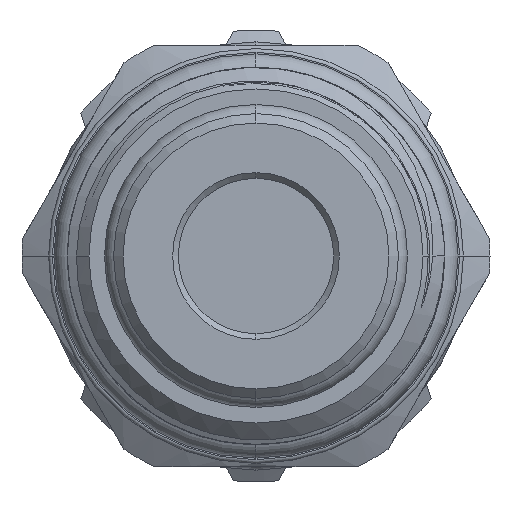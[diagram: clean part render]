
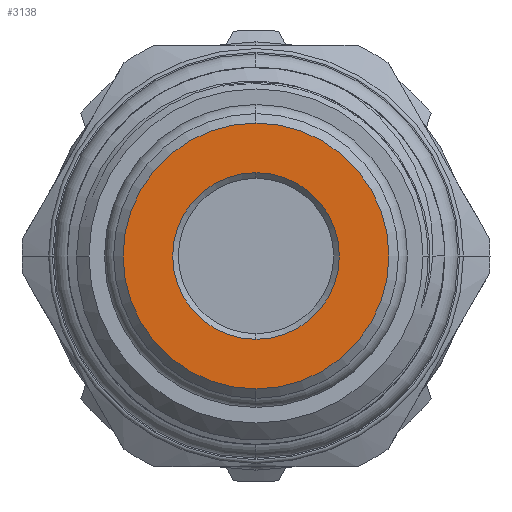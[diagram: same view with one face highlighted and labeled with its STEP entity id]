
A CAD part, left-side view. The second image highlights one B-rep face of the part: STEP entity #3138.
In plain terms, the highlighted planar face has unit normal (-1, 0, 0).
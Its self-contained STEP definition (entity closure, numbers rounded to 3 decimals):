
#559 = VERTEX_POINT ( 'NONE', #3502 ) ;
#709 = CIRCLE ( 'NONE', #8014, 7. ) ;
#780 = CARTESIAN_POINT ( 'NONE',  ( 0., 0., 0. ) ) ;
#988 = DIRECTION ( 'NONE',  ( 1., 0., 0. ) ) ;
#1162 = CARTESIAN_POINT ( 'NONE',  ( 0., 0., -4.39 ) ) ;
#1253 = CIRCLE ( 'NONE', #8564, 4.39 ) ;
#1416 = CARTESIAN_POINT ( 'NONE',  ( 0., 0., 0. ) ) ;
#1576 = DIRECTION ( 'NONE',  ( 0., 0., -1. ) ) ;
#1638 = CARTESIAN_POINT ( 'NONE',  ( 0., 0., 0. ) ) ;
#2090 = ORIENTED_EDGE ( 'NONE', *, *, #4454, .T. ) ;
#3111 = DIRECTION ( 'NONE',  ( 0., 0., -1. ) ) ;
#3138 = ADVANCED_FACE ( 'NONE', ( #7702, #8162 ), #6316, .F. ) ;
#3289 = ORIENTED_EDGE ( 'NONE', *, *, #5351, .T. ) ;
#3360 = CARTESIAN_POINT ( 'NONE',  ( 0., 0., 0. ) ) ;
#3502 = CARTESIAN_POINT ( 'NONE',  ( 0., 0., 7. ) ) ;
#3580 = DIRECTION ( 'NONE',  ( 1., 0., 0. ) ) ;
#3673 = CARTESIAN_POINT ( 'NONE',  ( 0., 0., 4.39 ) ) ;
#4224 = VERTEX_POINT ( 'NONE', #4841 ) ;
#4454 = EDGE_CURVE ( 'NONE', #559, #4224, #5756, .T. ) ;
#4841 = CARTESIAN_POINT ( 'NONE',  ( 0., 0., -7. ) ) ;
#5026 = AXIS2_PLACEMENT_3D ( 'NONE', #780, #5913, #1576 ) ;
#5351 = EDGE_CURVE ( 'NONE', #4224, #559, #709, .T. ) ;
#5463 = EDGE_CURVE ( 'NONE', #8705, #6899, #1253, .T. ) ;
#5579 = CIRCLE ( 'NONE', #7792, 4.39 ) ;
#5608 = ORIENTED_EDGE ( 'NONE', *, *, #9209, .T. ) ;
#5756 = CIRCLE ( 'NONE', #5026, 7. ) ;
#5801 = DIRECTION ( 'NONE',  ( 0., 0., -1. ) ) ;
#5909 = EDGE_LOOP ( 'NONE', ( #3289, #2090 ) ) ;
#5913 = DIRECTION ( 'NONE',  ( -1., 0., 0. ) ) ;
#6316 = PLANE ( 'NONE',  #7435 ) ;
#6666 = DIRECTION ( 'NONE',  ( -1., 0., 0. ) ) ;
#6899 = VERTEX_POINT ( 'NONE', #1162 ) ;
#7066 = EDGE_LOOP ( 'NONE', ( #9086, #5608 ) ) ;
#7269 = DIRECTION ( 'NONE',  ( 0., 0., -1. ) ) ;
#7435 = AXIS2_PLACEMENT_3D ( 'NONE', #1416, #3580, #5801 ) ;
#7702 = FACE_BOUND ( 'NONE', #7066, .T. ) ;
#7792 = AXIS2_PLACEMENT_3D ( 'NONE', #8690, #9308, #7965 ) ;
#7965 = DIRECTION ( 'NONE',  ( 0., 0., -1. ) ) ;
#8014 = AXIS2_PLACEMENT_3D ( 'NONE', #1638, #6666, #7269 ) ;
#8162 = FACE_OUTER_BOUND ( 'NONE', #5909, .T. ) ;
#8564 = AXIS2_PLACEMENT_3D ( 'NONE', #3360, #988, #3111 ) ;
#8690 = CARTESIAN_POINT ( 'NONE',  ( 0., 0., 0. ) ) ;
#8705 = VERTEX_POINT ( 'NONE', #3673 ) ;
#9086 = ORIENTED_EDGE ( 'NONE', *, *, #5463, .T. ) ;
#9209 = EDGE_CURVE ( 'NONE', #6899, #8705, #5579, .T. ) ;
#9308 = DIRECTION ( 'NONE',  ( 1., 0., 0. ) ) ;
